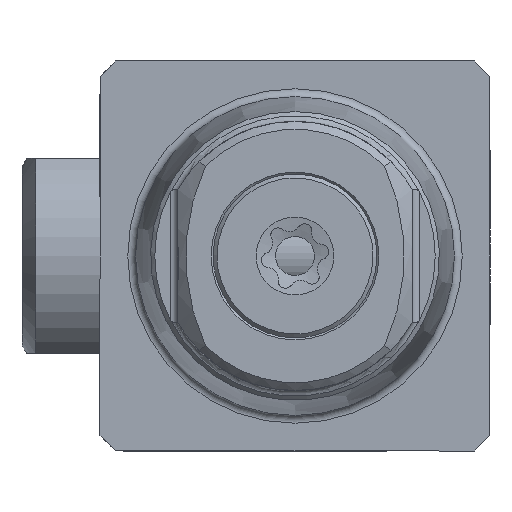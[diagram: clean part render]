
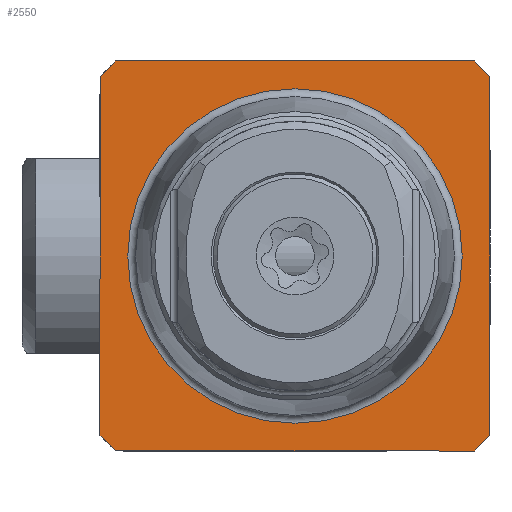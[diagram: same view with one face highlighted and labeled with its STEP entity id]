
A CAD part, left-side view. The second image highlights one B-rep face of the part: STEP entity #2550.
In plain terms, the highlighted planar face has unit normal (-1, 0, 0).
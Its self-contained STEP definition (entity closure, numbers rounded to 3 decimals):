
#15 = CARTESIAN_POINT ( 'NONE',  ( 0., 5., -4.6 ) ) ;
#27 = VECTOR ( 'NONE', #2569, 1000. ) ;
#43 = LINE ( 'NONE', #4639, #5085 ) ;
#108 = LINE ( 'NONE', #1615, #27 ) ;
#110 = VERTEX_POINT ( 'NONE', #15 ) ;
#167 = CARTESIAN_POINT ( 'NONE',  ( 0., 5., 4.6 ) ) ;
#350 = CARTESIAN_POINT ( 'NONE',  ( 0., 5., 5. ) ) ;
#503 = DIRECTION ( 'NONE',  ( -1., 0., 0. ) ) ;
#602 = CARTESIAN_POINT ( 'NONE',  ( 0., 0., 4.288 ) ) ;
#658 = DIRECTION ( 'NONE',  ( 0., -0.707, 0.707 ) ) ;
#755 = EDGE_CURVE ( 'NONE', #5866, #3460, #108, .T. ) ;
#779 = ORIENTED_EDGE ( 'NONE', *, *, #5841, .F. ) ;
#844 = PLANE ( 'NONE',  #2308 ) ;
#932 = DIRECTION ( 'NONE',  ( 0., 0., -1. ) ) ;
#966 = VECTOR ( 'NONE', #3779, 1000. ) ;
#1117 = ORIENTED_EDGE ( 'NONE', *, *, #4784, .F. ) ;
#1119 = VECTOR ( 'NONE', #6302, 1000. ) ;
#1146 = CARTESIAN_POINT ( 'NONE',  ( 0., 4.6, 5. ) ) ;
#1147 = FACE_OUTER_BOUND ( 'NONE', #2292, .T. ) ;
#1344 = CARTESIAN_POINT ( 'NONE',  ( 0., 4.288, 0. ) ) ;
#1363 = LINE ( 'NONE', #350, #966 ) ;
#1446 = CARTESIAN_POINT ( 'NONE',  ( 0., 4.6, -5. ) ) ;
#1615 = CARTESIAN_POINT ( 'NONE',  ( 0., -5., 4.6 ) ) ;
#1687 = CARTESIAN_POINT ( 'NONE',  ( 0., -5., -4.6 ) ) ;
#1918 = AXIS2_PLACEMENT_3D ( 'NONE', #4481, #503, #4038 ) ;
#1929 = VERTEX_POINT ( 'NONE', #1446 ) ;
#1942 = VERTEX_POINT ( 'NONE', #3942 ) ;
#2126 = LINE ( 'NONE', #2737, #3579 ) ;
#2233 = EDGE_LOOP ( 'NONE', ( #4037 ) ) ;
#2292 = EDGE_LOOP ( 'NONE', ( #2380, #6085, #1117, #2608, #779, #3928, #4844, #5366 ) ) ;
#2308 = AXIS2_PLACEMENT_3D ( 'NONE', #1344, #2829, #6297 ) ;
#2318 = DIRECTION ( 'NONE',  ( 0., -0.707, -0.707 ) ) ;
#2380 = ORIENTED_EDGE ( 'NONE', *, *, #5954, .F. ) ;
#2550 = ADVANCED_FACE ( 'NONE', ( #1147, #5553 ), #844, .F. ) ;
#2569 = DIRECTION ( 'NONE',  ( 0., 0.707, 0.707 ) ) ;
#2608 = ORIENTED_EDGE ( 'NONE', *, *, #3486, .T. ) ;
#2737 = CARTESIAN_POINT ( 'NONE',  ( 0., 5., -4.6 ) ) ;
#2829 = DIRECTION ( 'NONE',  ( 1., 0., 0. ) ) ;
#2878 = VECTOR ( 'NONE', #3129, 1000. ) ;
#2955 = CARTESIAN_POINT ( 'NONE',  ( 0., 5., 5. ) ) ;
#3105 = VERTEX_POINT ( 'NONE', #602 ) ;
#3129 = DIRECTION ( 'NONE',  ( 0., 1., 0. ) ) ;
#3291 = EDGE_CURVE ( 'NONE', #1942, #3742, #43, .T. ) ;
#3414 = DIRECTION ( 'NONE',  ( 0., -1., 0. ) ) ;
#3426 = VECTOR ( 'NONE', #932, 1000. ) ;
#3460 = VERTEX_POINT ( 'NONE', #4826 ) ;
#3486 = EDGE_CURVE ( 'NONE', #3948, #6134, #5378, .T. ) ;
#3579 = VECTOR ( 'NONE', #2318, 1000. ) ;
#3742 = VERTEX_POINT ( 'NONE', #1687 ) ;
#3779 = DIRECTION ( 'NONE',  ( 0., 0., 1. ) ) ;
#3780 = CARTESIAN_POINT ( 'NONE',  ( 0., 4.6, 5. ) ) ;
#3808 = LINE ( 'NONE', #2955, #5135 ) ;
#3818 = LINE ( 'NONE', #4854, #3426 ) ;
#3928 = ORIENTED_EDGE ( 'NONE', *, *, #5699, .T. ) ;
#3937 = CARTESIAN_POINT ( 'NONE',  ( 0., -5., 4.6 ) ) ;
#3942 = CARTESIAN_POINT ( 'NONE',  ( 0., -4.6, -5. ) ) ;
#3948 = VERTEX_POINT ( 'NONE', #1146 ) ;
#4037 = ORIENTED_EDGE ( 'NONE', *, *, #4929, .F. ) ;
#4038 = DIRECTION ( 'NONE',  ( 0., 0., 1. ) ) ;
#4481 = CARTESIAN_POINT ( 'NONE',  ( 0., 0., 0. ) ) ;
#4639 = CARTESIAN_POINT ( 'NONE',  ( 0., -4.6, -5. ) ) ;
#4658 = CARTESIAN_POINT ( 'NONE',  ( 0., 5., -5. ) ) ;
#4784 = EDGE_CURVE ( 'NONE', #3948, #3460, #3808, .T. ) ;
#4826 = CARTESIAN_POINT ( 'NONE',  ( 0., -4.6, 5. ) ) ;
#4844 = ORIENTED_EDGE ( 'NONE', *, *, #5640, .F. ) ;
#4854 = CARTESIAN_POINT ( 'NONE',  ( 0., -5., 5. ) ) ;
#4929 = EDGE_CURVE ( 'NONE', #3105, #3105, #6123, .T. ) ;
#5085 = VECTOR ( 'NONE', #658, 1000. ) ;
#5135 = VECTOR ( 'NONE', #3414, 1000. ) ;
#5366 = ORIENTED_EDGE ( 'NONE', *, *, #3291, .T. ) ;
#5378 = LINE ( 'NONE', #3780, #1119 ) ;
#5553 = FACE_BOUND ( 'NONE', #2233, .T. ) ;
#5640 = EDGE_CURVE ( 'NONE', #1942, #1929, #6147, .T. ) ;
#5699 = EDGE_CURVE ( 'NONE', #110, #1929, #2126, .T. ) ;
#5841 = EDGE_CURVE ( 'NONE', #110, #6134, #1363, .T. ) ;
#5866 = VERTEX_POINT ( 'NONE', #3937 ) ;
#5954 = EDGE_CURVE ( 'NONE', #5866, #3742, #3818, .T. ) ;
#6085 = ORIENTED_EDGE ( 'NONE', *, *, #755, .T. ) ;
#6123 = CIRCLE ( 'NONE', #1918, 4.288 ) ;
#6134 = VERTEX_POINT ( 'NONE', #167 ) ;
#6147 = LINE ( 'NONE', #4658, #2878 ) ;
#6297 = DIRECTION ( 'NONE',  ( 0., 0., -1. ) ) ;
#6302 = DIRECTION ( 'NONE',  ( 0., 0.707, -0.707 ) ) ;
